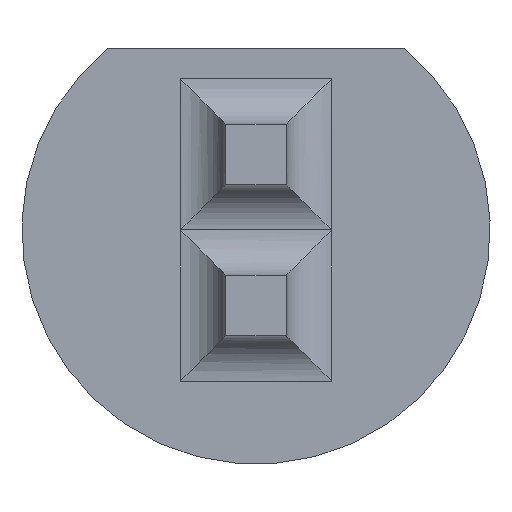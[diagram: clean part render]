
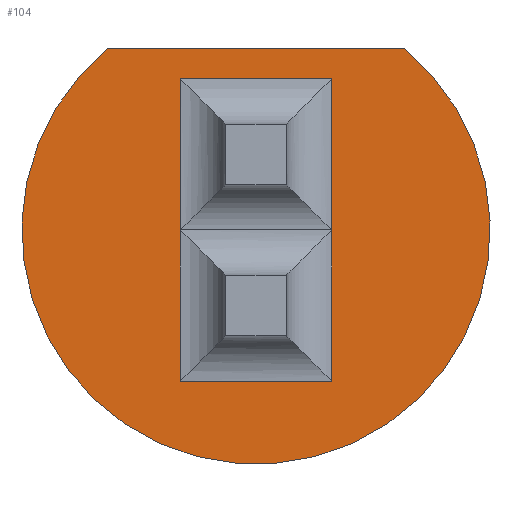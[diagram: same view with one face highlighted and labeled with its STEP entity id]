
A CAD part, front view. The second image highlights one B-rep face of the part: STEP entity #104.
In plain terms, the highlighted planar face has unit normal (0, -1, 0).
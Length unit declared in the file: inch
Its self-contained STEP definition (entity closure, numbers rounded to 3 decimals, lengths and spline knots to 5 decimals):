
#5 = PLANE ( 'NONE',  #1102 ) ;
#32 = EDGE_CURVE ( 'NONE', #1090, #807, #995, .T. ) ;
#59 = CARTESIAN_POINT ( 'NONE',  ( -0.04905, -0.035, 0.06 ) ) ;
#65 = ORIENTED_EDGE ( 'NONE', *, *, #691, .F. ) ;
#67 = DIRECTION ( 'NONE',  ( 0., 0., 1. ) ) ;
#68 = VECTOR ( 'NONE', #329, 39.37008 ) ;
#80 = EDGE_CURVE ( 'NONE', #372, #915, #161, .T. ) ;
#83 = DIRECTION ( 'NONE',  ( -1., 0., 0. ) ) ;
#88 = DIRECTION ( 'NONE',  ( 0., 1., 0. ) ) ;
#102 = VECTOR ( 'NONE', #568, 39.37008 ) ;
#104 = ADVANCED_FACE ( 'NONE', ( #721, #866 ), #5, .F. ) ;
#113 = DIRECTION ( 'NONE',  ( 0., 0., 1. ) ) ;
#134 = CARTESIAN_POINT ( 'NONE',  ( 0.025, -0.035, 0. ) ) ;
#148 = ORIENTED_EDGE ( 'NONE', *, *, #257, .T. ) ;
#160 = CARTESIAN_POINT ( 'NONE',  ( -0.025, -0.035, 0. ) ) ;
#161 = LINE ( 'NONE', #896, #959 ) ;
#163 = VERTEX_POINT ( 'NONE', #186 ) ;
#178 = CARTESIAN_POINT ( 'NONE',  ( -0.01, -0.035, -0.05 ) ) ;
#186 = CARTESIAN_POINT ( 'NONE',  ( 0.04905, -0.035, 0.06 ) ) ;
#187 = VECTOR ( 'NONE', #113, 39.37008 ) ;
#223 = ORIENTED_EDGE ( 'NONE', *, *, #32, .T. ) ;
#257 = EDGE_CURVE ( 'NONE', #944, #1090, #719, .T. ) ;
#300 = CARTESIAN_POINT ( 'NONE',  ( 0.025, -0.035, -0.035 ) ) ;
#329 = DIRECTION ( 'NONE',  ( 0., 0., 1. ) ) ;
#339 = CARTESIAN_POINT ( 'NONE',  ( 0.025, -0.035, -0.05 ) ) ;
#369 = AXIS2_PLACEMENT_3D ( 'NONE', #693, #1182, #67 ) ;
#372 = VERTEX_POINT ( 'NONE', #1157 ) ;
#394 = ORIENTED_EDGE ( 'NONE', *, *, #946, .T. ) ;
#395 = ORIENTED_EDGE ( 'NONE', *, *, #518, .T. ) ;
#436 = CARTESIAN_POINT ( 'NONE',  ( 0., -0.035, 0. ) ) ;
#442 = CARTESIAN_POINT ( 'NONE',  ( -0.025, -0.035, -0.05 ) ) ;
#477 = VECTOR ( 'NONE', #594, 39.37008 ) ;
#496 = ORIENTED_EDGE ( 'NONE', *, *, #1159, .T. ) ;
#505 = LINE ( 'NONE', #59, #477 ) ;
#518 = EDGE_CURVE ( 'NONE', #807, #777, #1010, .T. ) ;
#568 = DIRECTION ( 'NONE',  ( 0., 0., -1. ) ) ;
#594 = DIRECTION ( 'NONE',  ( 1., 0., 0. ) ) ;
#605 = CIRCLE ( 'NONE', #369, 0.0775 ) ;
#635 = DIRECTION ( 'NONE',  ( 1., 0., 0. ) ) ;
#637 = LINE ( 'NONE', #1018, #796 ) ;
#644 = DIRECTION ( 'NONE',  ( 0., 0., -1. ) ) ;
#691 = EDGE_CURVE ( 'NONE', #163, #723, #605, .T. ) ;
#693 = CARTESIAN_POINT ( 'NONE',  ( 0., -0.035, 0. ) ) ;
#717 = DIRECTION ( 'NONE',  ( 0., 0., 1. ) ) ;
#719 = LINE ( 'NONE', #300, #102 ) ;
#721 = FACE_BOUND ( 'NONE', #997, .T. ) ;
#722 = ORIENTED_EDGE ( 'NONE', *, *, #80, .T. ) ;
#723 = VERTEX_POINT ( 'NONE', #1189 ) ;
#777 = VERTEX_POINT ( 'NONE', #160 ) ;
#796 = VECTOR ( 'NONE', #644, 39.37008 ) ;
#807 = VERTEX_POINT ( 'NONE', #442 ) ;
#821 = ORIENTED_EDGE ( 'NONE', *, *, #838, .F. ) ;
#838 = EDGE_CURVE ( 'NONE', #723, #163, #505, .T. ) ;
#866 = FACE_OUTER_BOUND ( 'NONE', #1052, .T. ) ;
#896 = CARTESIAN_POINT ( 'NONE',  ( 0.01, -0.035, 0.05 ) ) ;
#915 = VERTEX_POINT ( 'NONE', #1171 ) ;
#934 = CARTESIAN_POINT ( 'NONE',  ( -0.025, -0.035, 0. ) ) ;
#942 = VECTOR ( 'NONE', #83, 39.37008 ) ;
#944 = VERTEX_POINT ( 'NONE', #134 ) ;
#946 = EDGE_CURVE ( 'NONE', #777, #372, #1183, .T. ) ;
#959 = VECTOR ( 'NONE', #635, 39.37008 ) ;
#995 = LINE ( 'NONE', #178, #942 ) ;
#997 = EDGE_LOOP ( 'NONE', ( #722, #496, #148, #223, #395, #394 ) ) ;
#1010 = LINE ( 'NONE', #934, #187 ) ;
#1018 = CARTESIAN_POINT ( 'NONE',  ( 0.025, -0.035, 0.015 ) ) ;
#1052 = EDGE_LOOP ( 'NONE', ( #65, #821 ) ) ;
#1090 = VERTEX_POINT ( 'NONE', #339 ) ;
#1102 = AXIS2_PLACEMENT_3D ( 'NONE', #436, #88, #717 ) ;
#1157 = CARTESIAN_POINT ( 'NONE',  ( -0.025, -0.035, 0.05 ) ) ;
#1159 = EDGE_CURVE ( 'NONE', #915, #944, #637, .T. ) ;
#1164 = CARTESIAN_POINT ( 'NONE',  ( -0.025, -0.035, 0. ) ) ;
#1171 = CARTESIAN_POINT ( 'NONE',  ( 0.025, -0.035, 0.05 ) ) ;
#1182 = DIRECTION ( 'NONE',  ( 0., 1., 0. ) ) ;
#1183 = LINE ( 'NONE', #1164, #68 ) ;
#1189 = CARTESIAN_POINT ( 'NONE',  ( -0.04905, -0.035, 0.06 ) ) ;
